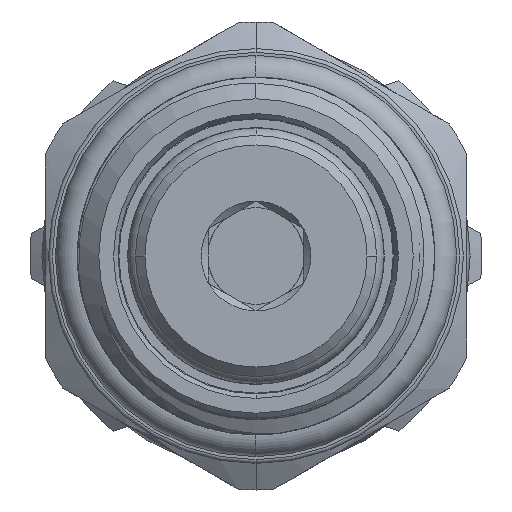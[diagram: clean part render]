
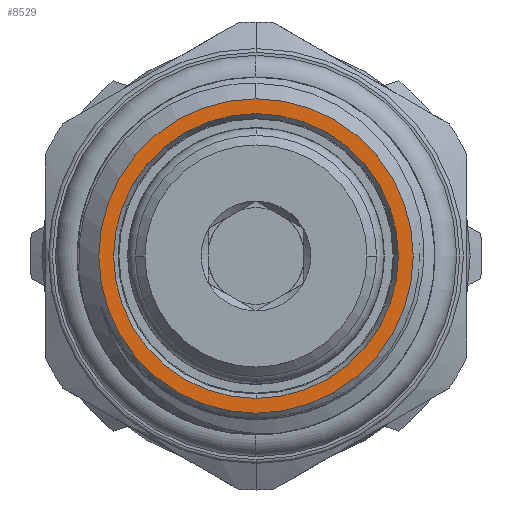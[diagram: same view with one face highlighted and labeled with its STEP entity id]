
A CAD part, left-side view. The second image highlights one B-rep face of the part: STEP entity #8529.
In plain terms, the highlighted planar face has unit normal (-1, 0, 0).
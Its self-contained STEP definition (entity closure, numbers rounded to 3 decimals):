
#312 = CIRCLE ( 'NONE', #4032, 8.28 ) ;
#556 = FACE_OUTER_BOUND ( 'NONE', #7140, .T. ) ;
#595 = CIRCLE ( 'NONE', #4145, 7.5 ) ;
#712 = FACE_BOUND ( 'NONE', #7141, .T. ) ;
#767 = CIRCLE ( 'NONE', #4036, 8.28 ) ;
#1148 = CIRCLE ( 'NONE', #4033, 7.5 ) ;
#1232 = DIRECTION ( 'NONE',  ( 1., 0., 0. ) ) ;
#1233 = DIRECTION ( 'NONE',  ( 0., 0., 1. ) ) ;
#1237 = PLANE ( 'NONE',  #6149 ) ;
#1296 = CARTESIAN_POINT ( 'NONE',  ( -44.4, 0., 0. ) ) ;
#2612 = DIRECTION ( 'NONE',  ( 0., 0., -1. ) ) ;
#2616 = DIRECTION ( 'NONE',  ( -1., 0., 0. ) ) ;
#2623 = CARTESIAN_POINT ( 'NONE',  ( -44.4, 0., 0. ) ) ;
#3499 = EDGE_CURVE ( 'NONE', #7224, #6677, #595, .T. ) ;
#3562 = EDGE_CURVE ( 'NONE', #6677, #7224, #1148, .T. ) ;
#3563 = EDGE_CURVE ( 'NONE', #6755, #6421, #312, .T. ) ;
#3744 = EDGE_CURVE ( 'NONE', #6421, #6755, #767, .T. ) ;
#4032 = AXIS2_PLACEMENT_3D ( 'NONE', #9305, #9306, #9309 ) ;
#4033 = AXIS2_PLACEMENT_3D ( 'NONE', #9303, #9308, #9307 ) ;
#4036 = AXIS2_PLACEMENT_3D ( 'NONE', #2623, #2616, #2612 ) ;
#4145 = AXIS2_PLACEMENT_3D ( 'NONE', #8882, #8884, #8885 ) ;
#6149 = AXIS2_PLACEMENT_3D ( 'NONE', #1296, #1232, #1233 ) ;
#6421 = VERTEX_POINT ( 'NONE', #10133 ) ;
#6677 = VERTEX_POINT ( 'NONE', #9674 ) ;
#6755 = VERTEX_POINT ( 'NONE', #9670 ) ;
#7140 = EDGE_LOOP ( 'NONE', ( #7398, #7276 ) ) ;
#7141 = EDGE_LOOP ( 'NONE', ( #7445, #7757 ) ) ;
#7224 = VERTEX_POINT ( 'NONE', #9999 ) ;
#7276 = ORIENTED_EDGE ( 'NONE', *, *, #3744, .T. ) ;
#7398 = ORIENTED_EDGE ( 'NONE', *, *, #3563, .T. ) ;
#7445 = ORIENTED_EDGE ( 'NONE', *, *, #3562, .F. ) ;
#7757 = ORIENTED_EDGE ( 'NONE', *, *, #3499, .F. ) ;
#8529 = ADVANCED_FACE ( 'NONE', ( #556, #712 ), #1237, .F. ) ;
#8882 = CARTESIAN_POINT ( 'NONE',  ( -44.4, 0., 0. ) ) ;
#8884 = DIRECTION ( 'NONE',  ( -1., 0., 0. ) ) ;
#8885 = DIRECTION ( 'NONE',  ( 0., 0., -1. ) ) ;
#9303 = CARTESIAN_POINT ( 'NONE',  ( -44.4, 0., 0. ) ) ;
#9305 = CARTESIAN_POINT ( 'NONE',  ( -44.4, 0., 0. ) ) ;
#9306 = DIRECTION ( 'NONE',  ( -1., 0., 0. ) ) ;
#9307 = DIRECTION ( 'NONE',  ( 0., 0., -1. ) ) ;
#9308 = DIRECTION ( 'NONE',  ( -1., 0., 0. ) ) ;
#9309 = DIRECTION ( 'NONE',  ( 0., 0., -1. ) ) ;
#9670 = CARTESIAN_POINT ( 'NONE',  ( -44.4, 0., 8.28 ) ) ;
#9674 = CARTESIAN_POINT ( 'NONE',  ( -44.4, 0., -7.5 ) ) ;
#9999 = CARTESIAN_POINT ( 'NONE',  ( -44.4, 0., 7.5 ) ) ;
#10133 = CARTESIAN_POINT ( 'NONE',  ( -44.4, 0., -8.28 ) ) ;
